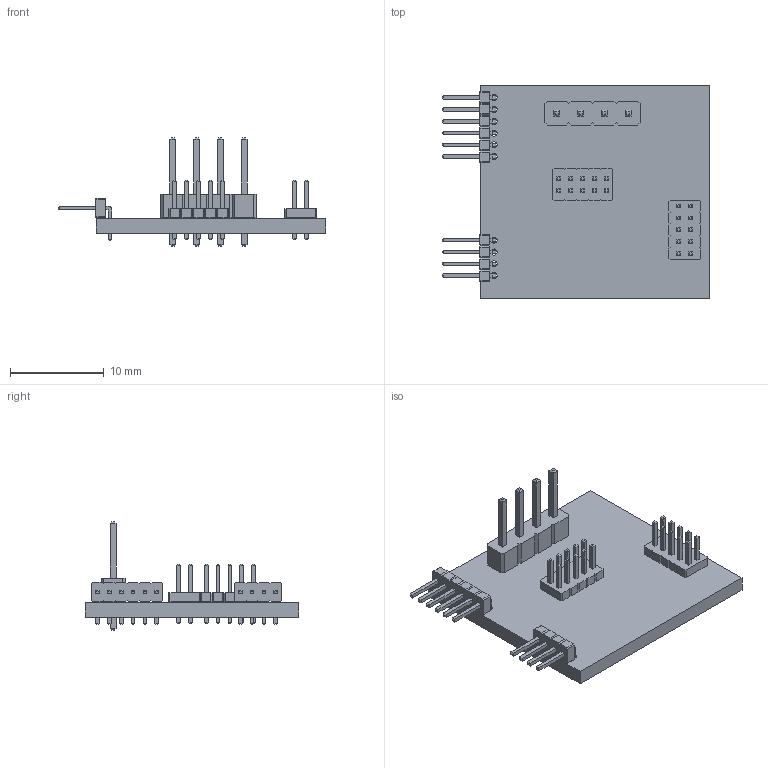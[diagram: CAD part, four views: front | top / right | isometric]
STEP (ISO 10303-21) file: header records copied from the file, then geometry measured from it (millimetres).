
FILE_DESCRIPTION(('KiCad electronic assembly'),'2;1');
FILE_NAME('SRRReceiverProgrammerAdaptorBoard.step','2023-07-22T11:45:28' ,('Pcbnew'),('Kicad'),'Open CASCADE STEP processor 7.5', 'KiCad to STEP converter','Unknown');
FILE_SCHEMA(('AUTOMOTIVE_DESIGN { 1 0 10303 214 1 1 1 1 }'));
Length unit declared in the file: millimetre
Products named in the file (10): SRRReceiverProgrammerAdaptorBoard 1; PinHeader_2x05_P1.27mm_Vertical; SOLID; PinHeader_1x04_P2.54mm_Vertical; PinHeader_1x04_P1.27mm_Horizontal; PinHeader_1x06_P1.27mm_Horizontal; _autosave-SRRReceiverProgrammerAdaptorBoard PCB
Assembly tree (10 placements, depth 3):
  SRRReceiverProgrammerAdaptorBoard 1
    PinHeader_2x05_P1.27mm_Vertical  x2
      SOLID
    PinHeader_1x04_P2.54mm_Vertical
      SOLID
    PinHeader_1x04_P1.27mm_Horizontal
      SOLID
    PinHeader_1x06_P1.27mm_Horizontal
      SOLID
    _autosave-SRRReceiverProgrammerAdaptorBoard PCB
Bounding box: 28.5 x 22.82 x 11.54 mm (x, y, z)
Volume: 1049 mm3; surface area: 2068.1 mm2
Topology: 6 solids, 6 shells, 846 faces, 2026 edges, 1260 vertices
Faces by surface type: plane 802, cylinder 44
Full cylindrical faces by diameter (mm): 0.65 x30, 1 x4
Entity records: 42457 total; most frequent: CARTESIAN_POINT 6597, DIRECTION 5896, LINE 4414, VECTOR 4414, ORIENTED_EDGE 3060, PCURVE 3060, DEFINITIONAL_REPRESENTATION 3060, EDGE_CURVE 1530
